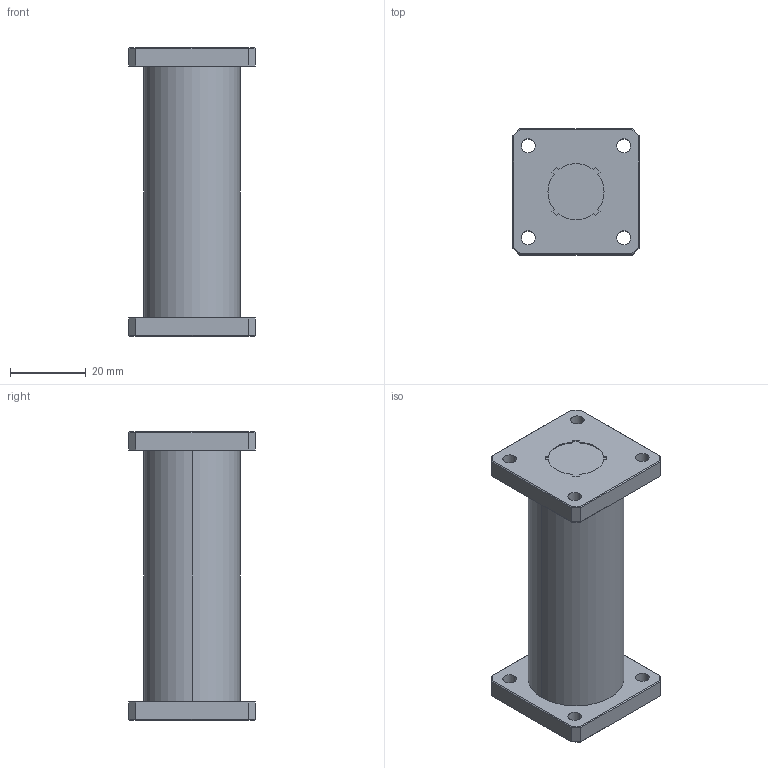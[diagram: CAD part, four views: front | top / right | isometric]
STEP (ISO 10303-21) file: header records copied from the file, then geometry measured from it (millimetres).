
FILE_DESCRIPTION (( 'STEP AP214' ), '1' );
FILE_NAME ('AS-F6N-584, Defeatured.STEP', '2024-04-08T20:12:15', ( '' ), ( '' ), 'SwSTEP 2.0', 'SolidWorks 2021', '' );
FILE_SCHEMA (( 'AUTOMOTIVE_DESIGN' ));
Length unit declared in the file: inch
Products named in the file (1): AS-F6N-584, Defeatured
Bounding box: 33.32 x 33.32 x 76.2 mm (x, y, z)
Volume: 44147.9 mm3; surface area: 10233.8 mm2
Topology: 1 solids, 1 shells, 106 faces, 268 edges, 168 vertices
Faces by surface type: plane 78, cylinder 28
Entity records: 4556 total; most frequent: CARTESIAN_POINT 543, DIRECTION 538, ORIENTED_EDGE 536, EDGE_CURVE 268, VECTOR 212, LINE 212, VERTEX_POINT 168, AXIS2_PLACEMENT_3D 163
